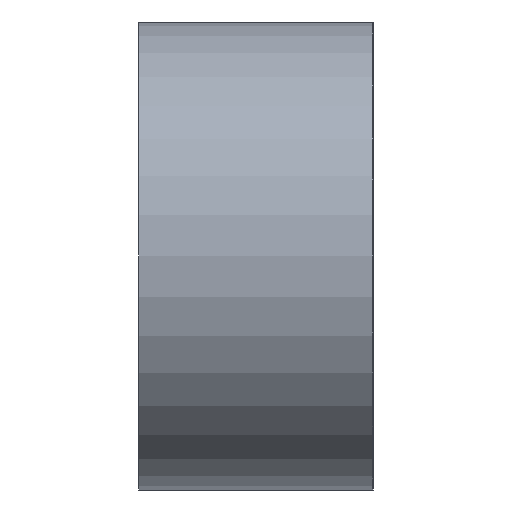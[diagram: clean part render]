
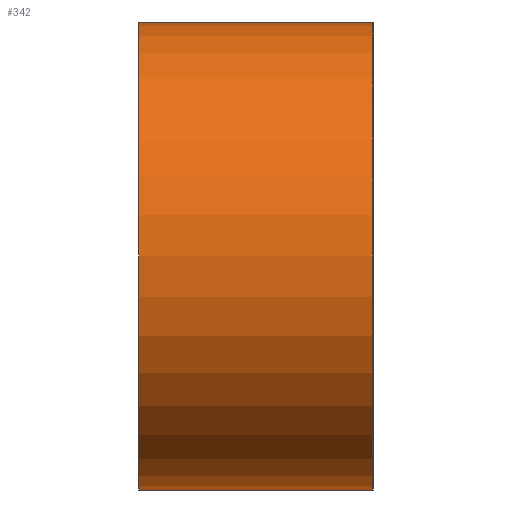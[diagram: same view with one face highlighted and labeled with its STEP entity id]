
A CAD part, left-side view. The second image highlights one B-rep face of the part: STEP entity #342.
In plain terms, the highlighted cylindrical face has radius 50 mm (diameter 100 mm), a partial arc.
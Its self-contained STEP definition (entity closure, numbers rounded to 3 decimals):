
#2 = CYLINDRICAL_SURFACE ( 'NONE', #44, 50. ) ;
#7 = AXIS2_PLACEMENT_3D ( 'NONE', #338, #155, #68 ) ;
#25 = CARTESIAN_POINT ( 'NONE',  ( -58.599, 50., 50. ) ) ;
#27 = VERTEX_POINT ( 'NONE', #171 ) ;
#31 = FACE_OUTER_BOUND ( 'NONE', #381, .T. ) ;
#35 = EDGE_CURVE ( 'NONE', #311, #203, #384, .T. ) ;
#44 = AXIS2_PLACEMENT_3D ( 'NONE', #247, #300, #337 ) ;
#62 = CARTESIAN_POINT ( 'NONE',  ( -58.599, 0., 0. ) ) ;
#63 = DIRECTION ( 'NONE',  ( 0., 1., 0. ) ) ;
#64 = EDGE_CURVE ( 'NONE', #203, #101, #259, .T. ) ;
#68 = DIRECTION ( 'NONE',  ( 0., 0., 1. ) ) ;
#83 = ORIENTED_EDGE ( 'NONE', *, *, #184, .T. ) ;
#101 = VERTEX_POINT ( 'NONE', #238 ) ;
#112 = DIRECTION ( 'NONE',  ( 0., 0., 1. ) ) ;
#124 = CARTESIAN_POINT ( 'NONE',  ( -58.599, 50., 50. ) ) ;
#150 = EDGE_CURVE ( 'NONE', #27, #101, #239, .T. ) ;
#155 = DIRECTION ( 'NONE',  ( 0., 1., 0. ) ) ;
#168 = LINE ( 'NONE', #205, #345 ) ;
#171 = CARTESIAN_POINT ( 'NONE',  ( -58.599, 0., -50. ) ) ;
#175 = DIRECTION ( 'NONE',  ( 0., -1., 0. ) ) ;
#184 = EDGE_CURVE ( 'NONE', #311, #27, #168, .T. ) ;
#189 = CARTESIAN_POINT ( 'NONE',  ( -58.599, 50., -50. ) ) ;
#203 = VERTEX_POINT ( 'NONE', #25 ) ;
#205 = CARTESIAN_POINT ( 'NONE',  ( -58.599, 50., -50. ) ) ;
#238 = CARTESIAN_POINT ( 'NONE',  ( -58.599, 0., 50. ) ) ;
#239 = CIRCLE ( 'NONE', #254, 50. ) ;
#246 = VECTOR ( 'NONE', #175, 1000. ) ;
#247 = CARTESIAN_POINT ( 'NONE',  ( -58.599, 50., 0. ) ) ;
#249 = ORIENTED_EDGE ( 'NONE', *, *, #35, .F. ) ;
#254 = AXIS2_PLACEMENT_3D ( 'NONE', #62, #63, #112 ) ;
#259 = LINE ( 'NONE', #124, #246 ) ;
#300 = DIRECTION ( 'NONE',  ( 0., -1., 0. ) ) ;
#311 = VERTEX_POINT ( 'NONE', #189 ) ;
#327 = DIRECTION ( 'NONE',  ( 0., -1., 0. ) ) ;
#337 = DIRECTION ( 'NONE',  ( 0., 0., -1. ) ) ;
#338 = CARTESIAN_POINT ( 'NONE',  ( -58.599, 50., 0. ) ) ;
#342 = ADVANCED_FACE ( 'NONE', ( #31 ), #2, .T. ) ;
#345 = VECTOR ( 'NONE', #327, 1000. ) ;
#349 = ORIENTED_EDGE ( 'NONE', *, *, #150, .T. ) ;
#358 = ORIENTED_EDGE ( 'NONE', *, *, #64, .F. ) ;
#381 = EDGE_LOOP ( 'NONE', ( #349, #358, #249, #83 ) ) ;
#384 = CIRCLE ( 'NONE', #7, 50. ) ;
